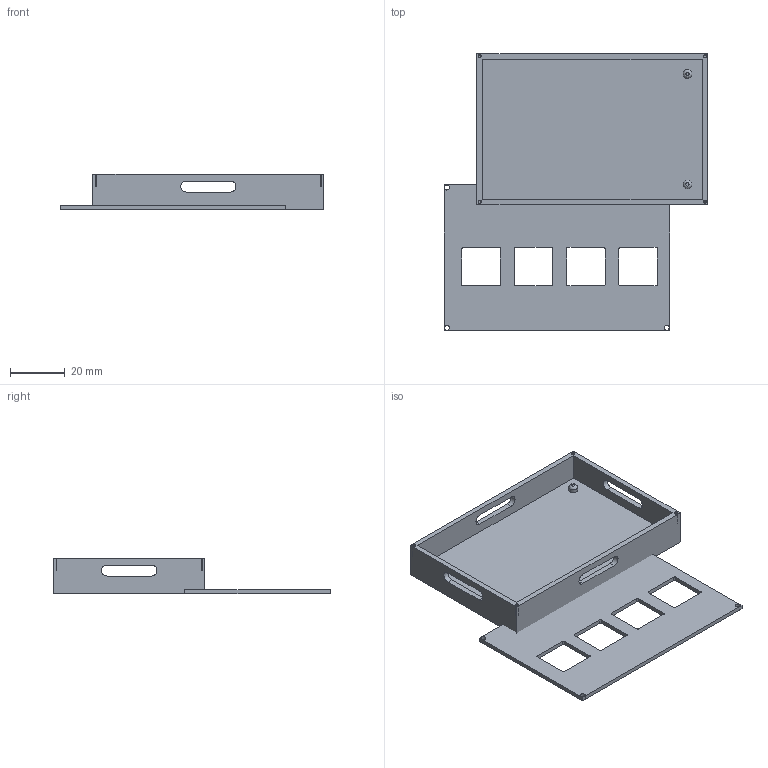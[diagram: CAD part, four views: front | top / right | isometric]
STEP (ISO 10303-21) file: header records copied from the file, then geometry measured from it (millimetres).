
FILE_DESCRIPTION(/* description */ (''),/* implementation_level */ '2;1');
FILE_NAME(/* name */ 'BeanPad - Macro-Bottom.step',/* time_stamp */ '2025-06-16T15:31:32-04:00',/* author */ (''),/* organization */ (''),/* preprocessor_version */ 'ST-DEVELOPER v20.1',/* originating_system */ 'Autodesk Translation Framework v14.4.0.0',/* authorisation */ '');
FILE_SCHEMA (('AUTOMOTIVE_DESIGN { 1 0 10303 214 3 1 1 }'));
Length unit declared in the file: millimetre
Products named in the file (2): BeanPad - Macro; BeanPad
Assembly tree (1 placements, depth 2):
  BeanPad - Macro
    BeanPad
Bounding box: 95.9 x 100.73 x 13 mm (x, y, z)
Volume: 23896.9 mm3; surface area: 23542.6 mm2
Topology: 2 solids, 2 shells, 729 faces, 2046 edges, 1364 vertices
Faces by surface type: bspline 351, plane 196, cylinder 182
Full cylindrical faces by diameter (mm): 0.969 x28, 1.253 x10, 1.254 x10, 1.8 x4, 3.2 x2
Entity records: 35360 total; most frequent: CARTESIAN_POINT 19399, ORIENTED_EDGE 4092, EDGE_CURVE 2046, DIRECTION 1888, VERTEX_POINT 1364, B_SPLINE_CURVE_WITH_KNOTS 1002, LINE 962, VECTOR 962
